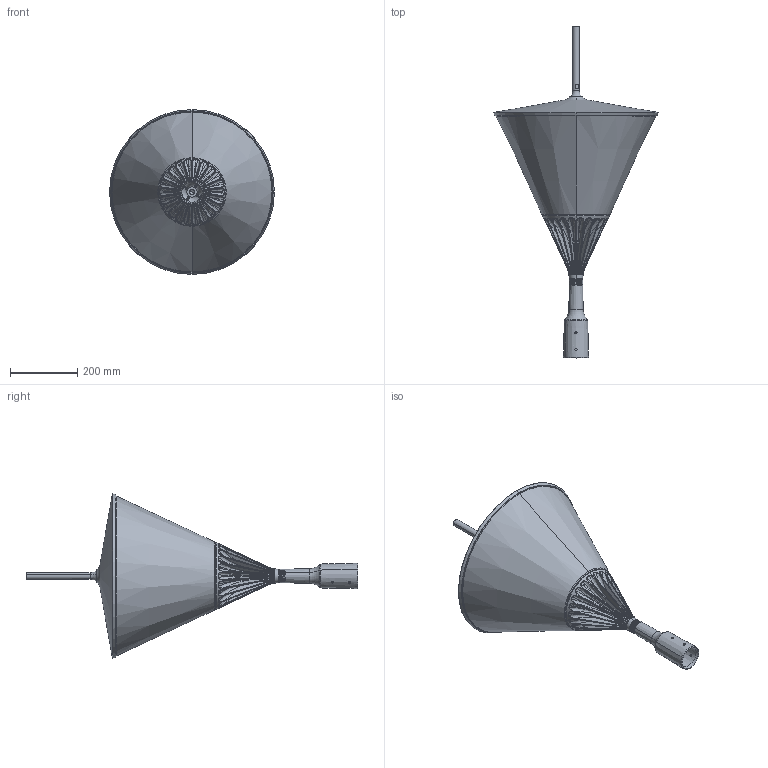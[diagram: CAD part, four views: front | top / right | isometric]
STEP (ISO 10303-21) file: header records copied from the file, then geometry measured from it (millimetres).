
FILE_DESCRIPTION (( 'STEP AP203' ), '1' );
FILE_NAME ('APEX LED.STEP', '2022-05-12T06:39:31', ( '' ), ( '' ), 'SwSTEP 2.0', 'SolidWorks 2019', '' );
FILE_SCHEMA (( 'CONFIG_CONTROL_DESIGN' ));
Length unit declared in the file: millimetre
Products named in the file (1): APEX LED
Bounding box: 489.53 x 985.68 x 489.53 mm (x, y, z)
Volume: 3301972 mm3; surface area: 1515963.6 mm2
Topology: 5 solids, 5 shells, 1936 faces, 4585 edges, 2583 vertices
Faces by surface type: bspline 771, torus 350, cone 274, cylinder 232, plane 191, sphere 118
Entity records: 101892 total; most frequent: CARTESIAN_POINT 63964, ORIENTED_EDGE 8906, DIRECTION 6846, EDGE_CURVE 4453, AXIS2_PLACEMENT_3D 3150, VERTEX_POINT 2565, EDGE_LOOP 2008, CIRCLE 1984
